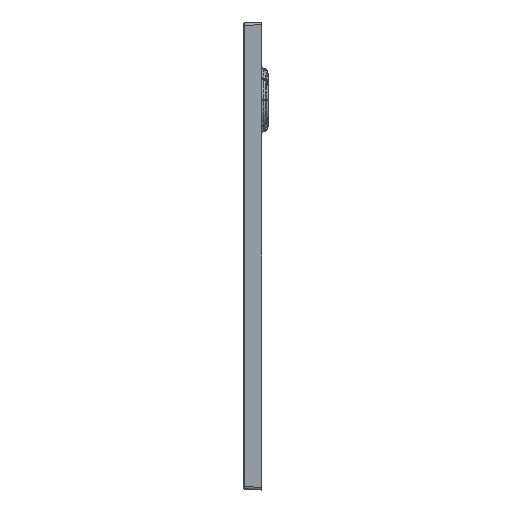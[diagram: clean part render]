
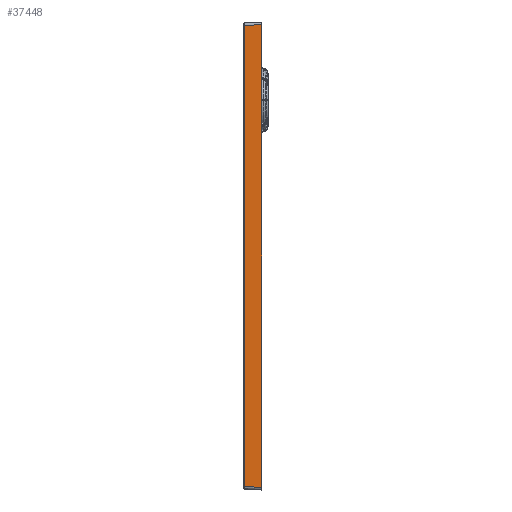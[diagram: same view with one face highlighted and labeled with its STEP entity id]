
A CAD part, left-side view. The second image highlights one B-rep face of the part: STEP entity #37448.
In plain terms, the highlighted planar face has unit normal (-0.999, 0.052, 0).
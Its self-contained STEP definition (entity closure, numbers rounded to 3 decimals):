
#1572 = DIRECTION ( 'NONE',  ( -0.999, 0.052, 0. ) ) ;
#9713 = DIRECTION ( 'NONE',  ( 0., 0., -1. ) ) ;
#15121 = DIRECTION ( 'NONE',  ( 0., 0., -1. ) ) ;
#17262 = VERTEX_POINT ( 'NONE', #85964 ) ;
#34081 = EDGE_CURVE ( 'NONE', #17262, #249012, #182968, .T. ) ;
#37448 = ADVANCED_FACE ( 'NONE', ( #227470 ), #186134, .T. ) ;
#46885 = EDGE_CURVE ( 'NONE', #17262, #217172, #114360, .T. ) ;
#48245 = CARTESIAN_POINT ( 'NONE',  ( -598.265, 33.105, 143.272 ) ) ;
#54869 = ORIENTED_EDGE ( 'NONE', *, *, #46885, .F. ) ;
#63536 = CARTESIAN_POINT ( 'NONE',  ( -600., 0., 150. ) ) ;
#77115 = CARTESIAN_POINT ( 'NONE',  ( -598.265, 33.105, -743.173 ) ) ;
#77714 = VERTEX_POINT ( 'NONE', #241035 ) ;
#83279 = CARTESIAN_POINT ( 'NONE',  ( -600., 0., -745.007 ) ) ;
#85964 = CARTESIAN_POINT ( 'NONE',  ( -600., 0., 145.007 ) ) ;
#101667 = DIRECTION ( 'NONE',  ( 0.052, 0.997, -0.052 ) ) ;
#114360 = LINE ( 'NONE', #198322, #230104 ) ;
#115691 = LINE ( 'NONE', #77115, #161759 ) ;
#115992 = EDGE_CURVE ( 'NONE', #77714, #217172, #239620, .T. ) ;
#119638 = CARTESIAN_POINT ( 'NONE',  ( -600.014, -0.26, 145.02 ) ) ;
#129435 = VECTOR ( 'NONE', #101667, 1000. ) ;
#131377 = ORIENTED_EDGE ( 'NONE', *, *, #115992, .T. ) ;
#161759 = VECTOR ( 'NONE', #15121, 1000. ) ;
#164741 = VECTOR ( 'NONE', #199646, 1000. ) ;
#165972 = ORIENTED_EDGE ( 'NONE', *, *, #214722, .T. ) ;
#182968 = LINE ( 'NONE', #119638, #129435 ) ;
#186134 = PLANE ( 'NONE',  #230597 ) ;
#198322 = CARTESIAN_POINT ( 'NONE',  ( -600., 0., 0. ) ) ;
#199646 = DIRECTION ( 'NONE',  ( -0.052, -0.997, -0.052 ) ) ;
#208135 = DIRECTION ( 'NONE',  ( -0.052, -0.999, 0. ) ) ;
#214722 = EDGE_CURVE ( 'NONE', #249012, #77714, #115691, .T. ) ;
#216257 = CARTESIAN_POINT ( 'NONE',  ( -597.555, 46.649, -742.562 ) ) ;
#217172 = VERTEX_POINT ( 'NONE', #83279 ) ;
#227470 = FACE_OUTER_BOUND ( 'NONE', #235078, .T. ) ;
#229038 = ORIENTED_EDGE ( 'NONE', *, *, #34081, .T. ) ;
#230104 = VECTOR ( 'NONE', #9713, 1000. ) ;
#230597 = AXIS2_PLACEMENT_3D ( 'NONE', #63536, #1572, #208135 ) ;
#235078 = EDGE_LOOP ( 'NONE', ( #131377, #54869, #229038, #165972 ) ) ;
#239620 = LINE ( 'NONE', #216257, #164741 ) ;
#241035 = CARTESIAN_POINT ( 'NONE',  ( -598.265, 33.105, -743.272 ) ) ;
#249012 = VERTEX_POINT ( 'NONE', #48245 ) ;
